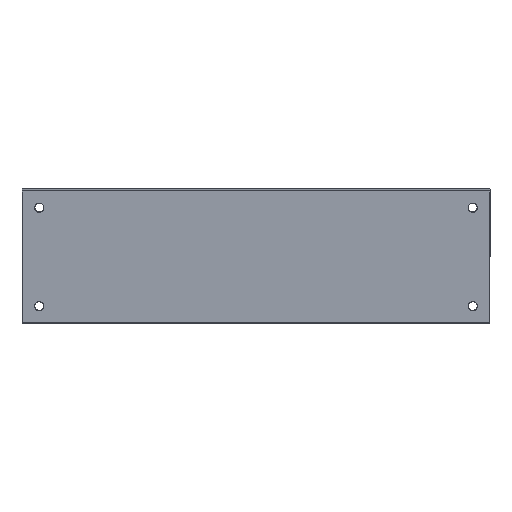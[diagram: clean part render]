
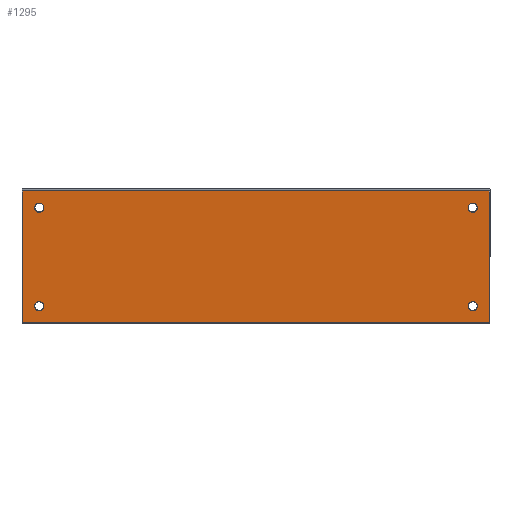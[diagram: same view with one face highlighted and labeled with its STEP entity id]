
A CAD part, top view. The second image highlights one B-rep face of the part: STEP entity #1295.
In plain terms, the highlighted planar face has unit normal (0, -0.087, 0.996).
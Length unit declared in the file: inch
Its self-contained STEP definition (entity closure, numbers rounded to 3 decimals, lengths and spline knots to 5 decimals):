
#10 = VERTEX_POINT ( 'NONE', #3419 ) ;
#54 = EDGE_CURVE ( 'NONE', #4477, #2143, #1163, .T. ) ;
#97 = AXIS2_PLACEMENT_3D ( 'NONE', #332, #1159, #4003 ) ;
#146 = EDGE_CURVE ( 'NONE', #2916, #1272, #1593, .T. ) ;
#207 = EDGE_CURVE ( 'NONE', #3106, #5039, #2281, .T. ) ;
#212 = VERTEX_POINT ( 'NONE', #3097 ) ;
#226 = DIRECTION ( 'NONE',  ( 0., -0.996, -0.087 ) ) ;
#325 = DIRECTION ( 'NONE',  ( 0., 0.087, -0.996 ) ) ;
#332 = CARTESIAN_POINT ( 'NONE',  ( -2.20002, -6.41707, 0.04065 ) ) ;
#341 = CARTESIAN_POINT ( 'NONE',  ( -2.20002, -3.61459, 0.28584 ) ) ;
#429 = EDGE_CURVE ( 'NONE', #688, #3427, #3036, .T. ) ;
#515 = AXIS2_PLACEMENT_3D ( 'NONE', #3531, #2261, #1488 ) ;
#522 = AXIS2_PLACEMENT_3D ( 'NONE', #1772, #2484, #2981 ) ;
#563 = DIRECTION ( 'NONE',  ( 1., 0., 0. ) ) ;
#590 = EDGE_LOOP ( 'NONE', ( #4586, #621 ) ) ;
#621 = ORIENTED_EDGE ( 'NONE', *, *, #1754, .T. ) ;
#688 = VERTEX_POINT ( 'NONE', #1368 ) ;
#717 = ORIENTED_EDGE ( 'NONE', *, *, #3140, .T. ) ;
#745 = CARTESIAN_POINT ( 'NONE',  ( -1.70002, -6.92943, -0.00418 ) ) ;
#867 = EDGE_CURVE ( 'NONE', #2046, #10, #4486, .T. ) ;
#884 = AXIS2_PLACEMENT_3D ( 'NONE', #3828, #976, #1813 ) ;
#912 = CARTESIAN_POINT ( 'NONE',  ( -1.70002, -2.97703, 0.34162 ) ) ;
#945 = AXIS2_PLACEMENT_3D ( 'NONE', #4931, #2123, #2511 ) ;
#976 = DIRECTION ( 'NONE',  ( 0., 0.087, -0.996 ) ) ;
#1159 = DIRECTION ( 'NONE',  ( 0., 0.087, -0.996 ) ) ;
#1163 = CIRCLE ( 'NONE', #3253, 0.14 ) ;
#1206 = FACE_BOUND ( 'NONE', #4253, .T. ) ;
#1272 = VERTEX_POINT ( 'NONE', #3426 ) ;
#1295 = ADVANCED_FACE ( 'NONE', ( #1758, #4293, #1206, #3842, #1330 ), #1371, .T. ) ;
#1330 = FACE_OUTER_BOUND ( 'NONE', #1588, .T. ) ;
#1335 = EDGE_LOOP ( 'NONE', ( #4102, #3339 ) ) ;
#1368 = CARTESIAN_POINT ( 'NONE',  ( -1.70002, -6.91517, -0.00293 ) ) ;
#1371 = PLANE ( 'NONE',  #4740 ) ;
#1399 = EDGE_CURVE ( 'NONE', #3427, #2046, #3658, .T. ) ;
#1436 = CARTESIAN_POINT ( 'NONE',  ( -15.6342, -6.92943, -0.00418 ) ) ;
#1461 = CIRCLE ( 'NONE', #2495, 0.14 ) ;
#1488 = DIRECTION ( 'NONE',  ( 0., -0.996, -0.087 ) ) ;
#1518 = CIRCLE ( 'NONE', #945, 0.14 ) ;
#1519 = CARTESIAN_POINT ( 'NONE',  ( -15.1342, -6.2776, 0.05285 ) ) ;
#1546 = VERTEX_POINT ( 'NONE', #4881 ) ;
#1588 = EDGE_LOOP ( 'NONE', ( #1653, #4643, #2833, #1796 ) ) ;
#1593 = CIRCLE ( 'NONE', #2811, 0.14 ) ;
#1600 = CIRCLE ( 'NONE', #97, 0.14 ) ;
#1615 = DIRECTION ( 'NONE',  ( 0., 0.087, -0.996 ) ) ;
#1653 = ORIENTED_EDGE ( 'NONE', *, *, #1399, .T. ) ;
#1754 = EDGE_CURVE ( 'NONE', #5039, #3106, #2385, .T. ) ;
#1758 = FACE_BOUND ( 'NONE', #590, .T. ) ;
#1772 = CARTESIAN_POINT ( 'NONE',  ( -2.20002, -3.47512, 0.29804 ) ) ;
#1796 = ORIENTED_EDGE ( 'NONE', *, *, #429, .T. ) ;
#1813 = DIRECTION ( 'NONE',  ( 0., -0.996, -0.087 ) ) ;
#1830 = DIRECTION ( 'NONE',  ( 0., 0.087, -0.996 ) ) ;
#1887 = DIRECTION ( 'NONE',  ( 0., -0.087, 0.996 ) ) ;
#1913 = CIRCLE ( 'NONE', #884, 0.14 ) ;
#1914 = DIRECTION ( 'NONE',  ( 0., -0.996, -0.087 ) ) ;
#1962 = CARTESIAN_POINT ( 'NONE',  ( -15.6342, -2.97703, 0.34162 ) ) ;
#2046 = VERTEX_POINT ( 'NONE', #1962 ) ;
#2123 = DIRECTION ( 'NONE',  ( 0., 0.087, -0.996 ) ) ;
#2143 = VERTEX_POINT ( 'NONE', #1519 ) ;
#2261 = DIRECTION ( 'NONE',  ( 0., 0.087, -0.996 ) ) ;
#2281 = CIRCLE ( 'NONE', #515, 0.14 ) ;
#2288 = CARTESIAN_POINT ( 'NONE',  ( -15.1342, -6.41707, 0.04065 ) ) ;
#2311 = CARTESIAN_POINT ( 'NONE',  ( -11.48204, -6.92943, -0.00418 ) ) ;
#2342 = VECTOR ( 'NONE', #3203, 39.37008 ) ;
#2385 = CIRCLE ( 'NONE', #522, 0.14 ) ;
#2484 = DIRECTION ( 'NONE',  ( 0., 0.087, -0.996 ) ) ;
#2495 = AXIS2_PLACEMENT_3D ( 'NONE', #2862, #1615, #4503 ) ;
#2511 = DIRECTION ( 'NONE',  ( 0., -0.996, -0.087 ) ) ;
#2712 = DIRECTION ( 'NONE',  ( 0., -0.996, -0.087 ) ) ;
#2811 = AXIS2_PLACEMENT_3D ( 'NONE', #3939, #325, #1914 ) ;
#2833 = ORIENTED_EDGE ( 'NONE', *, *, #3618, .T. ) ;
#2862 = CARTESIAN_POINT ( 'NONE',  ( -15.1342, -3.47512, 0.29804 ) ) ;
#2916 = VERTEX_POINT ( 'NONE', #3766 ) ;
#2981 = DIRECTION ( 'NONE',  ( 0., -0.996, -0.087 ) ) ;
#3036 = LINE ( 'NONE', #745, #2342 ) ;
#3097 = CARTESIAN_POINT ( 'NONE',  ( -15.1342, -3.33566, 0.31024 ) ) ;
#3106 = VERTEX_POINT ( 'NONE', #341 ) ;
#3140 = EDGE_CURVE ( 'NONE', #1546, #212, #1461, .T. ) ;
#3203 = DIRECTION ( 'NONE',  ( 0., 0.996, 0.087 ) ) ;
#3253 = AXIS2_PLACEMENT_3D ( 'NONE', #2288, #1830, #2712 ) ;
#3339 = ORIENTED_EDGE ( 'NONE', *, *, #4853, .T. ) ;
#3360 = EDGE_CURVE ( 'NONE', #212, #1546, #1518, .T. ) ;
#3383 = ORIENTED_EDGE ( 'NONE', *, *, #4571, .T. ) ;
#3419 = CARTESIAN_POINT ( 'NONE',  ( -15.6342, -6.91517, -0.00293 ) ) ;
#3426 = CARTESIAN_POINT ( 'NONE',  ( -2.20002, -6.2776, 0.05285 ) ) ;
#3427 = VERTEX_POINT ( 'NONE', #912 ) ;
#3531 = CARTESIAN_POINT ( 'NONE',  ( -2.20002, -3.47512, 0.29804 ) ) ;
#3609 = DIRECTION ( 'NONE',  ( -1., 0., 0. ) ) ;
#3618 = EDGE_CURVE ( 'NONE', #10, #688, #4915, .T. ) ;
#3658 = LINE ( 'NONE', #4357, #4662 ) ;
#3729 = ORIENTED_EDGE ( 'NONE', *, *, #3360, .T. ) ;
#3732 = CARTESIAN_POINT ( 'NONE',  ( -15.1342, -6.55654, 0.02845 ) ) ;
#3766 = CARTESIAN_POINT ( 'NONE',  ( -2.20002, -6.55654, 0.02845 ) ) ;
#3828 = CARTESIAN_POINT ( 'NONE',  ( -15.1342, -6.41707, 0.04065 ) ) ;
#3842 = FACE_BOUND ( 'NONE', #4828, .T. ) ;
#3939 = CARTESIAN_POINT ( 'NONE',  ( -2.20002, -6.41707, 0.04065 ) ) ;
#4003 = DIRECTION ( 'NONE',  ( 0., -0.996, -0.087 ) ) ;
#4102 = ORIENTED_EDGE ( 'NONE', *, *, #146, .T. ) ;
#4193 = CARTESIAN_POINT ( 'NONE',  ( -11.48204, -6.91517, -0.00293 ) ) ;
#4253 = EDGE_LOOP ( 'NONE', ( #4283, #3383 ) ) ;
#4283 = ORIENTED_EDGE ( 'NONE', *, *, #54, .T. ) ;
#4291 = CARTESIAN_POINT ( 'NONE',  ( -2.20002, -3.33566, 0.31024 ) ) ;
#4293 = FACE_BOUND ( 'NONE', #1335, .T. ) ;
#4357 = CARTESIAN_POINT ( 'NONE',  ( -11.48204, -2.97703, 0.34162 ) ) ;
#4477 = VERTEX_POINT ( 'NONE', #3732 ) ;
#4486 = LINE ( 'NONE', #1436, #5095 ) ;
#4496 = VECTOR ( 'NONE', #563, 39.37008 ) ;
#4503 = DIRECTION ( 'NONE',  ( 0., -0.996, -0.087 ) ) ;
#4571 = EDGE_CURVE ( 'NONE', #2143, #4477, #1913, .T. ) ;
#4586 = ORIENTED_EDGE ( 'NONE', *, *, #207, .T. ) ;
#4643 = ORIENTED_EDGE ( 'NONE', *, *, #867, .T. ) ;
#4662 = VECTOR ( 'NONE', #3609, 39.37008 ) ;
#4693 = DIRECTION ( 'NONE',  ( 0., -0.996, -0.087 ) ) ;
#4740 = AXIS2_PLACEMENT_3D ( 'NONE', #2311, #1887, #4693 ) ;
#4828 = EDGE_LOOP ( 'NONE', ( #717, #3729 ) ) ;
#4853 = EDGE_CURVE ( 'NONE', #1272, #2916, #1600, .T. ) ;
#4881 = CARTESIAN_POINT ( 'NONE',  ( -15.1342, -3.61459, 0.28584 ) ) ;
#4915 = LINE ( 'NONE', #4193, #4496 ) ;
#4931 = CARTESIAN_POINT ( 'NONE',  ( -15.1342, -3.47512, 0.29804 ) ) ;
#5039 = VERTEX_POINT ( 'NONE', #4291 ) ;
#5095 = VECTOR ( 'NONE', #226, 39.37008 ) ;
